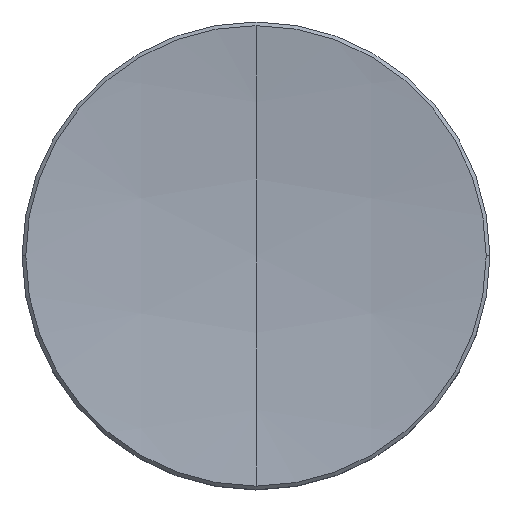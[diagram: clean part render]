
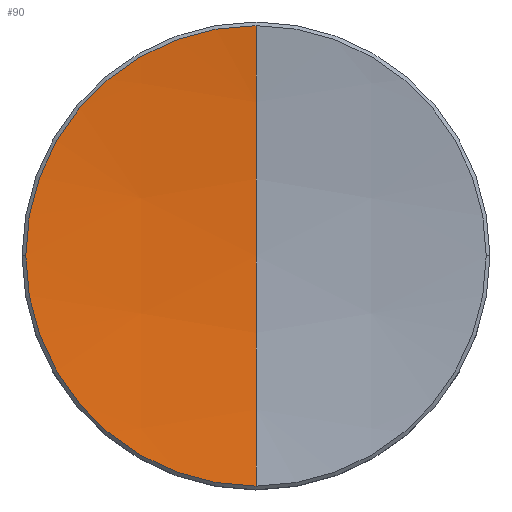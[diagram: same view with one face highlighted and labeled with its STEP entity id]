
A CAD part, top view. The second image highlights one B-rep face of the part: STEP entity #90.
In plain terms, the highlighted spherical face has radius 100 mm.
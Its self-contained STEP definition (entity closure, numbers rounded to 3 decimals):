
#82 = EDGE_CURVE ( 'NONE', #122, #135, #2168, .T. ) ;
#83 = ORIENTED_EDGE ( 'NONE', *, *, #82, .F. ) ;
#84 = EDGE_CURVE ( 'NONE', #88, #135, #2193, .T. ) ;
#85 = EDGE_CURVE ( 'NONE', #122, #119, #2145, .T. ) ;
#86 = EDGE_LOOP ( 'NONE', ( #87, #89, #112, #83 ) ) ;
#87 = ORIENTED_EDGE ( 'NONE', *, *, #85, .T. ) ;
#88 = VERTEX_POINT ( 'NONE', #2101 ) ;
#89 = ORIENTED_EDGE ( 'NONE', *, *, #91, .T. ) ;
#90 = ADVANCED_FACE ( 'NONE', ( #2081 ), #2083, .F. ) ;
#91 = EDGE_CURVE ( 'NONE', #119, #88, #2282, .T. ) ;
#112 = ORIENTED_EDGE ( 'NONE', *, *, #84, .T. ) ;
#119 = VERTEX_POINT ( 'NONE', #2262 ) ;
#122 = VERTEX_POINT ( 'NONE', #2224 ) ;
#135 = VERTEX_POINT ( 'NONE', #2203 ) ;
#2079 = DIRECTION ( 'NONE',  ( 1., 0., 0. ) ) ;
#2080 = DIRECTION ( 'NONE',  ( 0., 0., 1. ) ) ;
#2081 = FACE_OUTER_BOUND ( 'NONE', #86, .T. ) ;
#2083 = SPHERICAL_SURFACE ( 'NONE', #2096, 100. ) ;
#2084 = AXIS2_PLACEMENT_3D ( 'NONE', #2089, #2080, #2079 ) ;
#2085 = DIRECTION ( 'NONE',  ( 0., 1., 0. ) ) ;
#2086 = DIRECTION ( 'NONE',  ( 1., 0., 0. ) ) ;
#2087 = CARTESIAN_POINT ( 'NONE',  ( 0., 0., 103. ) ) ;
#2088 = AXIS2_PLACEMENT_3D ( 'NONE', #2087, #2086, #2085 ) ;
#2089 = CARTESIAN_POINT ( 'NONE',  ( 0., 0., 3.785 ) ) ;
#2090 = DIRECTION ( 'NONE',  ( 0., 1., 0. ) ) ;
#2091 = DIRECTION ( 'NONE',  ( 1., 0., 0. ) ) ;
#2092 = DIRECTION ( 'NONE',  ( 0., 0., 1. ) ) ;
#2093 = DIRECTION ( 'NONE',  ( -1., 0., 0. ) ) ;
#2094 = AXIS2_PLACEMENT_3D ( 'NONE', #2100, #2093, #2092 ) ;
#2096 = AXIS2_PLACEMENT_3D ( 'NONE', #2287, #2091, #2090 ) ;
#2100 = CARTESIAN_POINT ( 'NONE',  ( 0., 0., 103. ) ) ;
#2101 = CARTESIAN_POINT ( 'NONE',  ( 0., -12.501, 3.785 ) ) ;
#2145 = CIRCLE ( 'NONE', #2084, 12.501 ) ;
#2168 = CIRCLE ( 'NONE', #2094, 100. ) ;
#2193 = CIRCLE ( 'NONE', #2088, 100. ) ;
#2203 = CARTESIAN_POINT ( 'NONE',  ( 0., 0., 3. ) ) ;
#2224 = CARTESIAN_POINT ( 'NONE',  ( 0., 12.501, 3.785 ) ) ;
#2262 = CARTESIAN_POINT ( 'NONE',  ( -12.501, 0., 3.785 ) ) ;
#2279 = DIRECTION ( 'NONE',  ( 1., 0., 0. ) ) ;
#2280 = DIRECTION ( 'NONE',  ( 0., 0., 1. ) ) ;
#2281 = AXIS2_PLACEMENT_3D ( 'NONE', #2285, #2280, #2279 ) ;
#2282 = CIRCLE ( 'NONE', #2281, 12.501 ) ;
#2285 = CARTESIAN_POINT ( 'NONE',  ( 0., 0., 3.785 ) ) ;
#2287 = CARTESIAN_POINT ( 'NONE',  ( 0., 0., 103. ) ) ;
